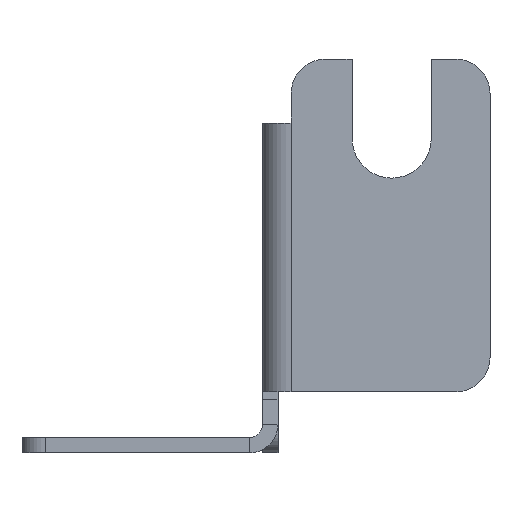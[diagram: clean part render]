
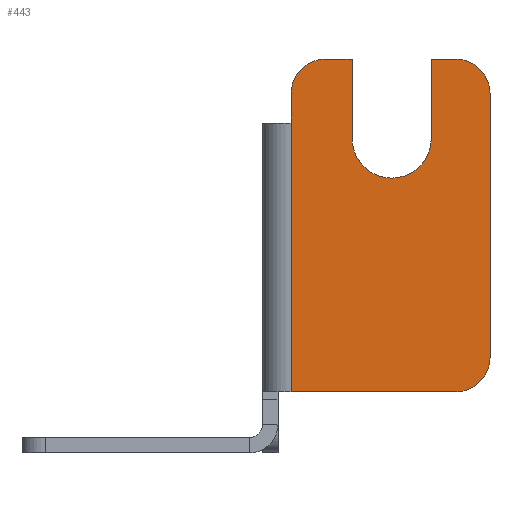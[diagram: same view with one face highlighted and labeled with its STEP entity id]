
A CAD part, left-side view. The second image highlights one B-rep face of the part: STEP entity #443.
In plain terms, the highlighted planar face has unit normal (-1, 0, 0).
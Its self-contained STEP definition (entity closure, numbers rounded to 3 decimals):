
#336=CARTESIAN_POINT('',(-0.86,0.,0.));
#337=DIRECTION('',(1.0,0.,0.));
#338=DIRECTION('',(0.,1.0,0.0));
#339=AXIS2_PLACEMENT_3D('',#336,#337,#338);
#340=PLANE('',#339);
#341=CARTESIAN_POINT('',(-0.86,-5.0,3.58));
#342=VERTEX_POINT('',#341);
#343=CARTESIAN_POINT('',(-0.86,-5.0,-0.86));
#344=VERTEX_POINT('',#343);
#345=CARTESIAN_POINT('',(-0.86,-5.0,3.58));
#346=DIRECTION('',(0.,0.,-1.0));
#347=VECTOR('',#346,4.44);
#348=LINE('',#345,#347);
#349=EDGE_CURVE('',#342,#344,#348,.T.);
#350=ORIENTED_EDGE('',*,*,#349,.F.);
#351=CARTESIAN_POINT('',(-0.86,-3.507,3.58));
#352=VERTEX_POINT('',#351);
#353=CARTESIAN_POINT('',(-0.86,-3.507,3.58));
#354=DIRECTION('',(0.0,-1.0,0.0));
#355=VECTOR('',#354,1.493);
#356=LINE('',#353,#355);
#357=EDGE_CURVE('',#352,#342,#356,.T.);
#358=ORIENTED_EDGE('',*,*,#357,.F.);
#359=CARTESIAN_POINT('',(-0.86,-1.597,1.67));
#360=VERTEX_POINT('',#359);
#361=CARTESIAN_POINT('',(-0.86,-3.507,1.67));
#362=DIRECTION('',(-1.0,0.,0.));
#363=DIRECTION('',(0.,1.0,0.0));
#364=AXIS2_PLACEMENT_3D('',#361,#362,#363);
#365=CIRCLE('',#364,1.91);
#366=EDGE_CURVE('',#352,#360,#365,.T.);
#367=ORIENTED_EDGE('',*,*,#366,.T.);
#368=CARTESIAN_POINT('',(-0.86,-1.597,0.));
#369=VERTEX_POINT('',#368);
#370=CARTESIAN_POINT('',(-0.86,-1.597,1.67));
#371=DIRECTION('',(0.0,0.0,-1.0));
#372=VECTOR('',#371,1.67);
#373=LINE('',#370,#372);
#374=EDGE_CURVE('',#360,#369,#373,.T.);
#375=ORIENTED_EDGE('',*,*,#374,.T.);
#376=CARTESIAN_POINT('',(-0.86,-1.597,-15.01));
#377=VERTEX_POINT('',#376);
#378=CARTESIAN_POINT('',(-0.86,-1.597,-15.01));
#379=DIRECTION('',(0.,0.,1.0));
#380=VECTOR('',#379,15.01);
#381=LINE('',#378,#380);
#382=EDGE_CURVE('',#377,#369,#381,.T.);
#383=ORIENTED_EDGE('',*,*,#382,.F.);
#384=CARTESIAN_POINT('',(-0.86,-10.79,-15.01));
#385=VERTEX_POINT('',#384);
#386=CARTESIAN_POINT('',(-0.86,-1.597,-15.01));
#387=DIRECTION('',(0.,-1.0,0.));
#388=VECTOR('',#387,9.193);
#389=LINE('',#386,#388);
#390=EDGE_CURVE('',#377,#385,#389,.T.);
#391=ORIENTED_EDGE('',*,*,#390,.T.);
#392=CARTESIAN_POINT('',(-0.86,-12.7,-13.1));
#393=VERTEX_POINT('',#392);
#394=CARTESIAN_POINT('',(-0.86,-10.79,-13.1));
#395=DIRECTION('',(-1.0,0.,0.));
#396=DIRECTION('',(0.,1.0,0.0));
#397=AXIS2_PLACEMENT_3D('',#394,#395,#396);
#398=CIRCLE('',#397,1.91);
#399=EDGE_CURVE('',#385,#393,#398,.T.);
#400=ORIENTED_EDGE('',*,*,#399,.T.);
#401=CARTESIAN_POINT('',(-0.86,-12.7,1.67));
#402=VERTEX_POINT('',#401);
#403=CARTESIAN_POINT('',(-0.86,-12.7,-13.1));
#404=DIRECTION('',(0.0,0.0,1.0));
#405=VECTOR('',#404,14.77);
#406=LINE('',#403,#405);
#407=EDGE_CURVE('',#393,#402,#406,.T.);
#408=ORIENTED_EDGE('',*,*,#407,.T.);
#409=CARTESIAN_POINT('',(-0.86,-10.79,3.58));
#410=VERTEX_POINT('',#409);
#411=CARTESIAN_POINT('',(-0.86,-10.79,1.67));
#412=DIRECTION('',(-1.0,0.,0.));
#413=DIRECTION('',(0.,1.0,0.0));
#414=AXIS2_PLACEMENT_3D('',#411,#412,#413);
#415=CIRCLE('',#414,1.91);
#416=EDGE_CURVE('',#402,#410,#415,.T.);
#417=ORIENTED_EDGE('',*,*,#416,.T.);
#418=CARTESIAN_POINT('',(-0.86,-9.42,3.58));
#419=VERTEX_POINT('',#418);
#420=CARTESIAN_POINT('',(-0.86,-9.42,3.58));
#421=DIRECTION('',(0.0,-1.0,0.0));
#422=VECTOR('',#421,1.37);
#423=LINE('',#420,#422);
#424=EDGE_CURVE('',#419,#410,#423,.T.);
#425=ORIENTED_EDGE('',*,*,#424,.F.);
#426=CARTESIAN_POINT('',(-0.86,-9.42,-0.86));
#427=VERTEX_POINT('',#426);
#428=CARTESIAN_POINT('',(-0.86,-9.42,-0.86));
#429=DIRECTION('',(0.,0.,1.0));
#430=VECTOR('',#429,4.44);
#431=LINE('',#428,#430);
#432=EDGE_CURVE('',#427,#419,#431,.T.);
#433=ORIENTED_EDGE('',*,*,#432,.F.);
#434=CARTESIAN_POINT('',(-0.86,-7.21,-0.86));
#435=DIRECTION('',(-1.0,0.,0.));
#436=DIRECTION('',(0.,1.0,0.0));
#437=AXIS2_PLACEMENT_3D('',#434,#435,#436);
#438=CIRCLE('',#437,2.21);
#439=EDGE_CURVE('',#344,#427,#438,.T.);
#440=ORIENTED_EDGE('',*,*,#439,.F.);
#441=EDGE_LOOP('',(#350,#358,#367,#375,#383,#391,#400,#408,#417,#425,#433,#440));
#442=FACE_BOUND('',#441,.T.);
#443=ADVANCED_FACE('',(#442),#340,.F.);
